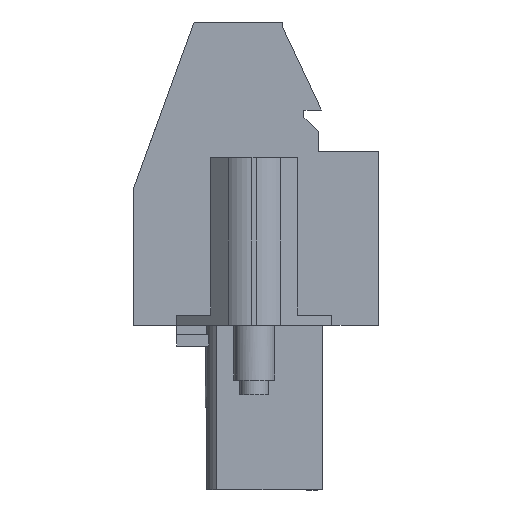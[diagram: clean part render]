
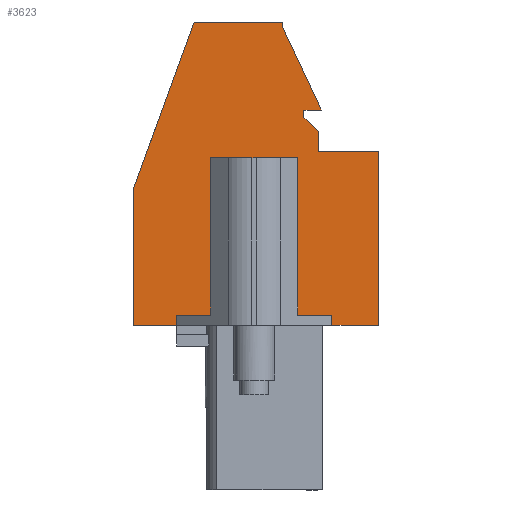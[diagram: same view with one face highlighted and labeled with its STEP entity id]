
A CAD part, left-side view. The second image highlights one B-rep face of the part: STEP entity #3623.
In plain terms, the highlighted planar face has unit normal (-1, 0, 0).
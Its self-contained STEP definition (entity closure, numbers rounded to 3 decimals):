
#1431=AXIS2_PLACEMENT_3D('Plane Axis2P3D',#1428,#1429,#1430) ;
#107=CARTESIAN_POINT('Line Origine',(3.47,1.125,7.95)) ;
#111=CARTESIAN_POINT('Vertex',(3.47,2.25,7.95)) ;
#113=CARTESIAN_POINT('Vertex',(3.47,0.,7.95)) ;
#162=CARTESIAN_POINT('Vertex',(3.47,9.75,7.95)) ;
#165=CARTESIAN_POINT('Line Origine',(3.47,10.79,7.95)) ;
#169=CARTESIAN_POINT('Vertex',(3.47,11.83,7.95)) ;
#1428=CARTESIAN_POINT('Axis2P3D Location',(3.47,12.132,0.)) ;
#3511=CARTESIAN_POINT('Line Origine',(3.47,0.,12.15)) ;
#3515=CARTESIAN_POINT('Vertex',(3.47,0.,16.35)) ;
#3518=CARTESIAN_POINT('Line Origine',(3.47,1.45,16.35)) ;
#3522=CARTESIAN_POINT('Vertex',(3.47,2.9,16.35)) ;
#3525=CARTESIAN_POINT('Line Origine',(3.47,2.9,16.825)) ;
#3529=CARTESIAN_POINT('Vertex',(3.47,2.9,17.3)) ;
#3532=CARTESIAN_POINT('Line Origine',(3.47,3.25,17.65)) ;
#3536=CARTESIAN_POINT('Vertex',(3.47,3.6,18.)) ;
#3539=CARTESIAN_POINT('Line Origine',(3.47,3.6,18.175)) ;
#3543=CARTESIAN_POINT('Vertex',(3.47,3.6,18.35)) ;
#3546=CARTESIAN_POINT('Line Origine',(3.47,3.18,18.35)) ;
#3550=CARTESIAN_POINT('Vertex',(3.47,2.76,18.35)) ;
#3553=CARTESIAN_POINT('Line Origine',(3.47,3.704,20.375)) ;
#3557=CARTESIAN_POINT('Vertex',(3.47,4.649,22.4)) ;
#3560=CARTESIAN_POINT('Line Origine',(3.47,4.649,22.5)) ;
#3564=CARTESIAN_POINT('Vertex',(3.47,4.649,22.6)) ;
#3567=CARTESIAN_POINT('Line Origine',(3.47,6.778,22.6)) ;
#3571=CARTESIAN_POINT('Vertex',(3.47,8.908,22.6)) ;
#3574=CARTESIAN_POINT('Line Origine',(3.47,10.369,18.586)) ;
#3578=CARTESIAN_POINT('Vertex',(3.47,11.83,14.572)) ;
#3581=CARTESIAN_POINT('Line Origine',(3.47,11.83,11.261)) ;
#3586=CARTESIAN_POINT('Line Origine',(3.47,9.75,8.2)) ;
#3590=CARTESIAN_POINT('Vertex',(3.47,9.75,8.45)) ;
#3593=CARTESIAN_POINT('Line Origine',(3.47,6.,8.45)) ;
#3597=CARTESIAN_POINT('Vertex',(3.47,2.25,8.45)) ;
#3600=CARTESIAN_POINT('Line Origine',(3.47,2.25,8.2)) ;
#108=DIRECTION('Vector Direction',(0.,1.,0.)) ;
#166=DIRECTION('Vector Direction',(0.,-1.,0.)) ;
#1429=DIRECTION('Axis2P3D Direction',(-1.,0.,0.)) ;
#1430=DIRECTION('Axis2P3D XDirection',(0.,-1.,0.)) ;
#3512=DIRECTION('Vector Direction',(0.,0.,1.)) ;
#3519=DIRECTION('Vector Direction',(0.,1.,0.)) ;
#3526=DIRECTION('Vector Direction',(0.,0.,1.)) ;
#3533=DIRECTION('Vector Direction',(0.,0.707,0.707)) ;
#3540=DIRECTION('Vector Direction',(0.,0.,1.)) ;
#3547=DIRECTION('Vector Direction',(0.,-1.,0.)) ;
#3554=DIRECTION('Vector Direction',(0.,0.423,0.906)) ;
#3561=DIRECTION('Vector Direction',(0.,0.,1.)) ;
#3568=DIRECTION('Vector Direction',(0.,1.,0.)) ;
#3575=DIRECTION('Vector Direction',(0.,0.342,-0.94)) ;
#3582=DIRECTION('Vector Direction',(0.,0.,1.)) ;
#3587=DIRECTION('Vector Direction',(0.,0.,1.)) ;
#3594=DIRECTION('Vector Direction',(0.,1.,0.)) ;
#3601=DIRECTION('Vector Direction',(0.,0.,1.)) ;
#109=VECTOR('Line Direction',#108,1.) ;
#167=VECTOR('Line Direction',#166,1.) ;
#3513=VECTOR('Line Direction',#3512,1.) ;
#3520=VECTOR('Line Direction',#3519,1.) ;
#3527=VECTOR('Line Direction',#3526,1.) ;
#3534=VECTOR('Line Direction',#3533,1.) ;
#3541=VECTOR('Line Direction',#3540,1.) ;
#3548=VECTOR('Line Direction',#3547,1.) ;
#3555=VECTOR('Line Direction',#3554,1.) ;
#3562=VECTOR('Line Direction',#3561,1.) ;
#3569=VECTOR('Line Direction',#3568,1.) ;
#3576=VECTOR('Line Direction',#3575,1.) ;
#3583=VECTOR('Line Direction',#3582,1.) ;
#3588=VECTOR('Line Direction',#3587,1.) ;
#3595=VECTOR('Line Direction',#3594,1.) ;
#3602=VECTOR('Line Direction',#3601,1.) ;
#3606=ORIENTED_EDGE('',*,*,#115,.T.) ;
#3607=ORIENTED_EDGE('',*,*,#3517,.T.) ;
#3608=ORIENTED_EDGE('',*,*,#3524,.T.) ;
#3609=ORIENTED_EDGE('',*,*,#3531,.T.) ;
#3610=ORIENTED_EDGE('',*,*,#3538,.T.) ;
#3611=ORIENTED_EDGE('',*,*,#3545,.T.) ;
#3612=ORIENTED_EDGE('',*,*,#3552,.T.) ;
#3613=ORIENTED_EDGE('',*,*,#3559,.T.) ;
#3614=ORIENTED_EDGE('',*,*,#3566,.T.) ;
#3615=ORIENTED_EDGE('',*,*,#3573,.T.) ;
#3616=ORIENTED_EDGE('',*,*,#3580,.T.) ;
#3617=ORIENTED_EDGE('',*,*,#3585,.T.) ;
#3618=ORIENTED_EDGE('',*,*,#171,.F.) ;
#3619=ORIENTED_EDGE('',*,*,#3592,.T.) ;
#3620=ORIENTED_EDGE('',*,*,#3599,.F.) ;
#3621=ORIENTED_EDGE('',*,*,#3604,.F.) ;
#3623=ADVANCED_FACE('HOUSING',(#3622),#1432,.T.) ;
#115=EDGE_CURVE('',#112,#114,#110,.F.) ;
#171=EDGE_CURVE('',#163,#170,#168,.F.) ;
#3517=EDGE_CURVE('',#114,#3516,#3514,.T.) ;
#3524=EDGE_CURVE('',#3516,#3523,#3521,.T.) ;
#3531=EDGE_CURVE('',#3523,#3530,#3528,.T.) ;
#3538=EDGE_CURVE('',#3530,#3537,#3535,.T.) ;
#3545=EDGE_CURVE('',#3537,#3544,#3542,.T.) ;
#3552=EDGE_CURVE('',#3544,#3551,#3549,.T.) ;
#3559=EDGE_CURVE('',#3551,#3558,#3556,.T.) ;
#3566=EDGE_CURVE('',#3558,#3565,#3563,.T.) ;
#3573=EDGE_CURVE('',#3565,#3572,#3570,.T.) ;
#3580=EDGE_CURVE('',#3572,#3579,#3577,.T.) ;
#3585=EDGE_CURVE('',#3579,#170,#3584,.F.) ;
#3592=EDGE_CURVE('',#163,#3591,#3589,.T.) ;
#3599=EDGE_CURVE('',#3598,#3591,#3596,.T.) ;
#3604=EDGE_CURVE('',#112,#3598,#3603,.T.) ;
#3605=EDGE_LOOP('',(#3606,#3607,#3608,#3609,#3610,#3611,#3612,#3613,#3614,#3615,#3616,#3617,#3618,#3619,#3620,#3621)) ;
#3622=FACE_OUTER_BOUND('',#3605,.T.) ;
#110=LINE('Line',#107,#109) ;
#168=LINE('Line',#165,#167) ;
#3514=LINE('Line',#3511,#3513) ;
#3521=LINE('Line',#3518,#3520) ;
#3528=LINE('Line',#3525,#3527) ;
#3535=LINE('Line',#3532,#3534) ;
#3542=LINE('Line',#3539,#3541) ;
#3549=LINE('Line',#3546,#3548) ;
#3556=LINE('Line',#3553,#3555) ;
#3563=LINE('Line',#3560,#3562) ;
#3570=LINE('Line',#3567,#3569) ;
#3577=LINE('Line',#3574,#3576) ;
#3584=LINE('Line',#3581,#3583) ;
#3589=LINE('Line',#3586,#3588) ;
#3596=LINE('Line',#3593,#3595) ;
#3603=LINE('Line',#3600,#3602) ;
#1432=PLANE('',#1431) ;
#112=VERTEX_POINT('',#111) ;
#114=VERTEX_POINT('',#113) ;
#163=VERTEX_POINT('',#162) ;
#170=VERTEX_POINT('',#169) ;
#3516=VERTEX_POINT('',#3515) ;
#3523=VERTEX_POINT('',#3522) ;
#3530=VERTEX_POINT('',#3529) ;
#3537=VERTEX_POINT('',#3536) ;
#3544=VERTEX_POINT('',#3543) ;
#3551=VERTEX_POINT('',#3550) ;
#3558=VERTEX_POINT('',#3557) ;
#3565=VERTEX_POINT('',#3564) ;
#3572=VERTEX_POINT('',#3571) ;
#3579=VERTEX_POINT('',#3578) ;
#3591=VERTEX_POINT('',#3590) ;
#3598=VERTEX_POINT('',#3597) ;
